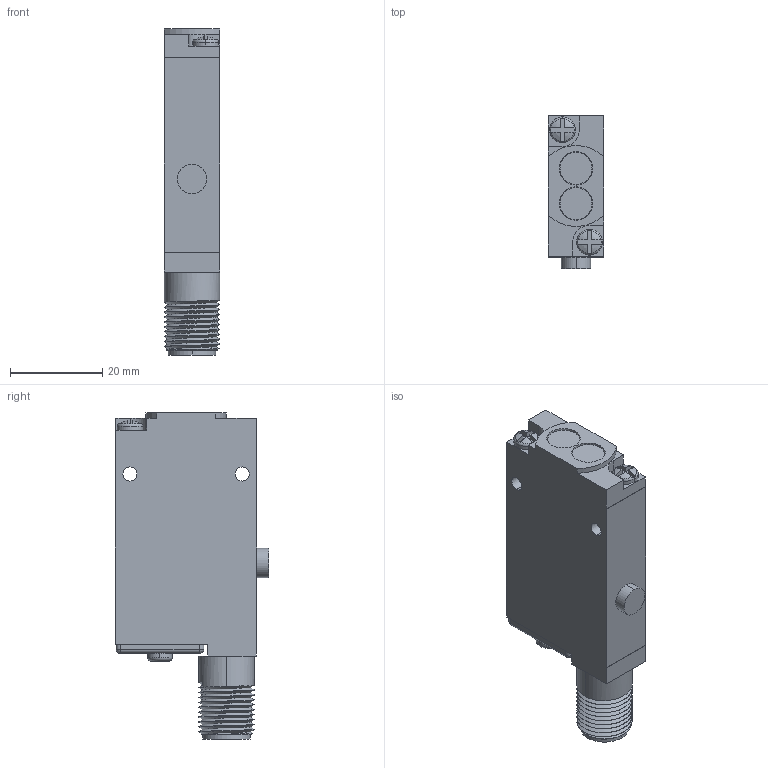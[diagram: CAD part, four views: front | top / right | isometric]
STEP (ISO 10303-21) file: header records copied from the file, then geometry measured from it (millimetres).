
FILE_DESCRIPTION((''),'2;1');
FILE_NAME('154484_SW','2011-01-10T',('banengservice'),('BANNER ENGINEERING'),'PRO/ENGINEER BY PARAMETRIC TECHNOLOGY CORPORATION, 2009141','PRO/ENGINEER BY PARAMETRIC TECHNOLOGY CORPORATION, 2009141','');
FILE_SCHEMA(('CONFIG_CONTROL_DESIGN'));
Length unit declared in the file: inch
Products named in the file (1): 154484_SW
Bounding box: 11.99 x 33.27 x 70.77 mm (x, y, z)
Volume: 7505.7 mm3; surface area: 13538.8 mm2
Topology: 1 solids, 3 shells, 827 faces, 2262 edges, 1480 vertices
Faces by surface type: plane 566, cylinder 185, bspline 26, torus 25, cone 13, sphere 8, extrusion 4
Entity records: 33252 total; most frequent: CARTESIAN_POINT 12152, ORIENTED_EDGE 4524, DIRECTION 4184, EDGE_CURVE 2262, VECTOR 1680, LINE 1676, VERTEX_POINT 1480, AXIS2_PLACEMENT_3D 1252
